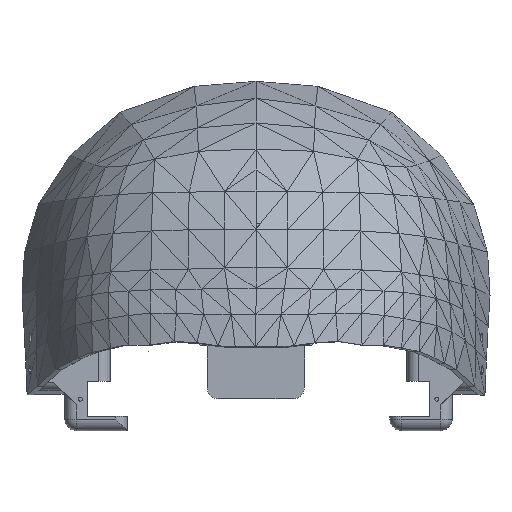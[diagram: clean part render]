
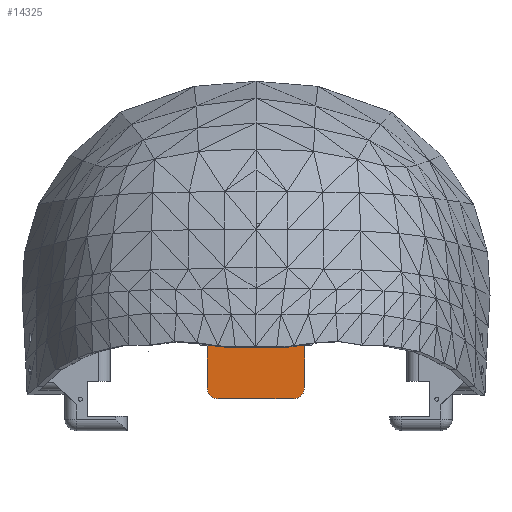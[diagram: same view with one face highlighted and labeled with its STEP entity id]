
A CAD part, front view. The second image highlights one B-rep face of the part: STEP entity #14325.
In plain terms, the highlighted planar face has unit normal (0, -1, 0).
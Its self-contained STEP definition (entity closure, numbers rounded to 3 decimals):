
#884=PLANE('',#15447);
#1866=FACE_OUTER_BOUND('',#2852,.T.);
#2852=EDGE_LOOP('',(#13060,#13061,#13062,#13063,#13064,#13065));
#2997=CIRCLE('',#14667,4.);
#2999=CIRCLE('',#14672,4.);
#3287=LINE('',#20326,#5094);
#3302=LINE('',#20362,#5109);
#3306=LINE('',#20373,#5113);
#4680=LINE('',#23116,#6487);
#5094=VECTOR('',#16286,14.);
#5109=VECTOR('',#16313,14.);
#5113=VECTOR('',#16325,14.);
#6487=VECTOR('',#19237,14.);
#6931=VERTEX_POINT('',#20316);
#6932=VERTEX_POINT('',#20318);
#6934=VERTEX_POINT('',#20324);
#6941=VERTEX_POINT('',#20342);
#6949=VERTEX_POINT('',#20360);
#6952=VERTEX_POINT('',#20372);
#8009=EDGE_CURVE('',#6931,#6932,#2997,.T.);
#8013=EDGE_CURVE('',#6931,#6934,#3287,.T.);
#8021=EDGE_CURVE('',#6941,#6934,#2999,.T.);
#8031=EDGE_CURVE('',#6941,#6949,#3302,.T.);
#8036=EDGE_CURVE('',#6932,#6952,#3306,.T.);
#9415=EDGE_CURVE('',#6952,#6949,#4680,.T.);
#13060=ORIENTED_EDGE('',*,*,#8009,.F.);
#13061=ORIENTED_EDGE('',*,*,#8013,.T.);
#13062=ORIENTED_EDGE('',*,*,#8021,.F.);
#13063=ORIENTED_EDGE('',*,*,#8031,.T.);
#13064=ORIENTED_EDGE('',*,*,#9415,.F.);
#13065=ORIENTED_EDGE('',*,*,#8036,.F.);
#14325=ADVANCED_FACE('',(#1866),#884,.T.);
#14667=AXIS2_PLACEMENT_3D('',#20319,#16279,#16280);
#14672=AXIS2_PLACEMENT_3D('',#20343,#16299,#16300);
#15447=AXIS2_PLACEMENT_3D('',#23115,#19235,#19236);
#16279=DIRECTION('center_axis',(0.,1.,0.));
#16280=DIRECTION('ref_axis',(-0.707,0.,-0.707));
#16286=DIRECTION('',(1.,0.,0.));
#16299=DIRECTION('center_axis',(0.,1.,0.));
#16300=DIRECTION('ref_axis',(0.707,0.,-0.707));
#16313=DIRECTION('',(0.,0.,1.));
#16325=DIRECTION('',(0.,0.,1.));
#19235=DIRECTION('center_axis',(0.,-1.,0.));
#19236=DIRECTION('ref_axis',(0.,0.,-1.));
#19237=DIRECTION('',(1.,0.,0.));
#20316=CARTESIAN_POINT('',(-202.246,-70.365,2157.461));
#20318=CARTESIAN_POINT('',(-206.246,-70.365,2161.461));
#20319=CARTESIAN_POINT('Origin',(-202.246,-70.365,2161.461));
#20324=CARTESIAN_POINT('',(-175.88,-70.365,2157.461));
#20326=CARTESIAN_POINT('',(-206.246,-70.365,2157.461));
#20342=CARTESIAN_POINT('',(-171.88,-70.365,2161.461));
#20343=CARTESIAN_POINT('Origin',(-175.88,-70.365,2161.461));
#20360=CARTESIAN_POINT('',(-171.88,-70.365,2176.182));
#20362=CARTESIAN_POINT('',(-171.88,-70.365,2157.461));
#20372=CARTESIAN_POINT('',(-206.246,-70.365,2176.182));
#20373=CARTESIAN_POINT('',(-206.246,-70.365,2157.461));
#23115=CARTESIAN_POINT('Origin',(-206.246,-70.365,2157.461));
#23116=CARTESIAN_POINT('',(-206.246,-70.365,2176.182));
